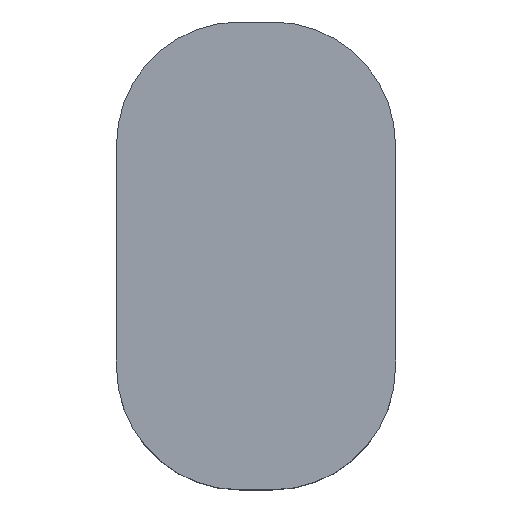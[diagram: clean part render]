
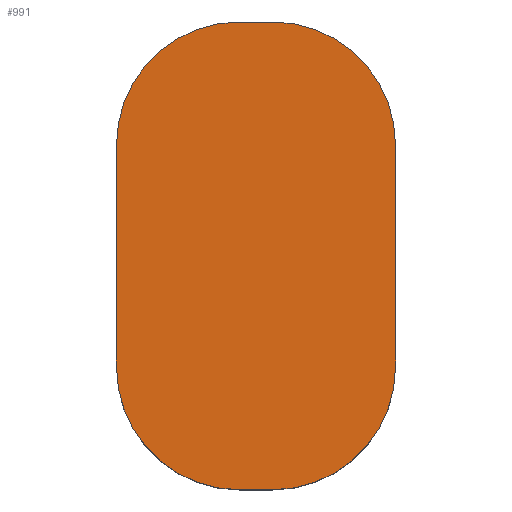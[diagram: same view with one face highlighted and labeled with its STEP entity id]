
A CAD part, top view. The second image highlights one B-rep face of the part: STEP entity #991.
In plain terms, the highlighted planar face has unit normal (0, 0, 1).
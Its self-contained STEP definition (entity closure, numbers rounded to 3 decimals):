
#1 = CARTESIAN_POINT ( 'NONE',  ( 21.113, 7.057, 2.7 ) ) ;
#121 = VERTEX_POINT ( 'NONE', #2134 ) ;
#143 = VERTEX_POINT ( 'NONE', #3272 ) ;
#253 = VERTEX_POINT ( 'NONE', #1063 ) ;
#255 = DIRECTION ( 'NONE',  ( 0., 0., 1. ) ) ;
#316 = CARTESIAN_POINT ( 'NONE',  ( 21.113, 3.433, 2.7 ) ) ;
#428 = VERTEX_POINT ( 'NONE', #3076 ) ;
#435 = DIRECTION ( 'NONE',  ( 0., 1., 0. ) ) ;
#474 = VERTEX_POINT ( 'NONE', #1435 ) ;
#516 = CIRCLE ( 'NONE', #3432, 2. ) ;
#522 = CARTESIAN_POINT ( 'NONE',  ( 21.113, 1.433, 2.7 ) ) ;
#540 = DIRECTION ( 'NONE',  ( 0., 0., 1. ) ) ;
#562 = DIRECTION ( 'NONE',  ( 0., 0., 1. ) ) ;
#795 = AXIS2_PLACEMENT_3D ( 'NONE', #1, #562, #1640 ) ;
#802 = LINE ( 'NONE', #1830, #1827 ) ;
#809 = EDGE_CURVE ( 'NONE', #428, #121, #2982, .T. ) ;
#821 = CARTESIAN_POINT ( 'NONE',  ( 0., 0., 2.7 ) ) ;
#828 = DIRECTION ( 'NONE',  ( 0., 0., 1. ) ) ;
#839 = DIRECTION ( 'NONE',  ( 1., 0., 0. ) ) ;
#890 = EDGE_CURVE ( 'NONE', #988, #3321, #2142, .T. ) ;
#967 = LINE ( 'NONE', #3315, #2430 ) ;
#988 = VERTEX_POINT ( 'NONE', #522 ) ;
#991 = ADVANCED_FACE ( 'NONE', ( #1639 ), #1609, .T. ) ;
#1045 = VERTEX_POINT ( 'NONE', #1498 ) ;
#1049 = ORIENTED_EDGE ( 'NONE', *, *, #1584, .T. ) ;
#1063 = CARTESIAN_POINT ( 'NONE',  ( 21.113, 9.057, 2.7 ) ) ;
#1107 = CARTESIAN_POINT ( 'NONE',  ( 21.661, 1.433, 2.7 ) ) ;
#1318 = EDGE_CURVE ( 'NONE', #3321, #1045, #2322, .T. ) ;
#1320 = DIRECTION ( 'NONE',  ( 0., 0., 1. ) ) ;
#1397 = DIRECTION ( 'NONE',  ( -1., 0., 0. ) ) ;
#1435 = CARTESIAN_POINT ( 'NONE',  ( 19.113, 7.057, 2.7 ) ) ;
#1467 = CARTESIAN_POINT ( 'NONE',  ( 23.661, 3.433, 2.7 ) ) ;
#1498 = CARTESIAN_POINT ( 'NONE',  ( 23.661, 3.433, 2.7 ) ) ;
#1508 = ORIENTED_EDGE ( 'NONE', *, *, #1649, .T. ) ;
#1584 = EDGE_CURVE ( 'NONE', #253, #474, #2592, .T. ) ;
#1609 = PLANE ( 'NONE',  #1646 ) ;
#1639 = FACE_OUTER_BOUND ( 'NONE', #2262, .T. ) ;
#1640 = DIRECTION ( 'NONE',  ( 1., 0., 0. ) ) ;
#1646 = AXIS2_PLACEMENT_3D ( 'NONE', #821, #255, #1919 ) ;
#1649 = EDGE_CURVE ( 'NONE', #121, #253, #967, .T. ) ;
#1659 = DIRECTION ( 'NONE',  ( 1., 0., 0. ) ) ;
#1696 = EDGE_CURVE ( 'NONE', #1045, #428, #2325, .T. ) ;
#1748 = CARTESIAN_POINT ( 'NONE',  ( 21.661, 1.433, 2.7 ) ) ;
#1798 = CARTESIAN_POINT ( 'NONE',  ( 21.661, 3.433, 2.7 ) ) ;
#1811 = VECTOR ( 'NONE', #839, 1000. ) ;
#1827 = VECTOR ( 'NONE', #2616, 1000. ) ;
#1830 = CARTESIAN_POINT ( 'NONE',  ( 19.113, 3.433, 2.7 ) ) ;
#1851 = DIRECTION ( 'NONE',  ( -1., 0., 0. ) ) ;
#1864 = ORIENTED_EDGE ( 'NONE', *, *, #2525, .T. ) ;
#1919 = DIRECTION ( 'NONE',  ( 1., 0., 0. ) ) ;
#1964 = ORIENTED_EDGE ( 'NONE', *, *, #1696, .T. ) ;
#2134 = CARTESIAN_POINT ( 'NONE',  ( 21.661, 9.057, 2.7 ) ) ;
#2142 = LINE ( 'NONE', #1107, #1811 ) ;
#2262 = EDGE_LOOP ( 'NONE', ( #1864, #2365, #2524, #3486, #1964, #3116, #1508, #1049 ) ) ;
#2289 = DIRECTION ( 'NONE',  ( -1., 0., 0. ) ) ;
#2322 = CIRCLE ( 'NONE', #3102, 2. ) ;
#2325 = LINE ( 'NONE', #1467, #2924 ) ;
#2365 = ORIENTED_EDGE ( 'NONE', *, *, #2931, .T. ) ;
#2370 = AXIS2_PLACEMENT_3D ( 'NONE', #2700, #540, #1659 ) ;
#2430 = VECTOR ( 'NONE', #2289, 1000. ) ;
#2524 = ORIENTED_EDGE ( 'NONE', *, *, #890, .T. ) ;
#2525 = EDGE_CURVE ( 'NONE', #474, #143, #802, .T. ) ;
#2592 = CIRCLE ( 'NONE', #795, 2. ) ;
#2616 = DIRECTION ( 'NONE',  ( 0., -1., 0. ) ) ;
#2700 = CARTESIAN_POINT ( 'NONE',  ( 21.661, 7.057, 2.7 ) ) ;
#2924 = VECTOR ( 'NONE', #435, 1000. ) ;
#2931 = EDGE_CURVE ( 'NONE', #143, #988, #516, .T. ) ;
#2982 = CIRCLE ( 'NONE', #2370, 2. ) ;
#3076 = CARTESIAN_POINT ( 'NONE',  ( 23.661, 7.057, 2.7 ) ) ;
#3102 = AXIS2_PLACEMENT_3D ( 'NONE', #1798, #1320, #1851 ) ;
#3116 = ORIENTED_EDGE ( 'NONE', *, *, #809, .T. ) ;
#3272 = CARTESIAN_POINT ( 'NONE',  ( 19.113, 3.433, 2.7 ) ) ;
#3315 = CARTESIAN_POINT ( 'NONE',  ( 21.661, 9.057, 2.7 ) ) ;
#3321 = VERTEX_POINT ( 'NONE', #1748 ) ;
#3432 = AXIS2_PLACEMENT_3D ( 'NONE', #316, #828, #1397 ) ;
#3486 = ORIENTED_EDGE ( 'NONE', *, *, #1318, .T. ) ;
